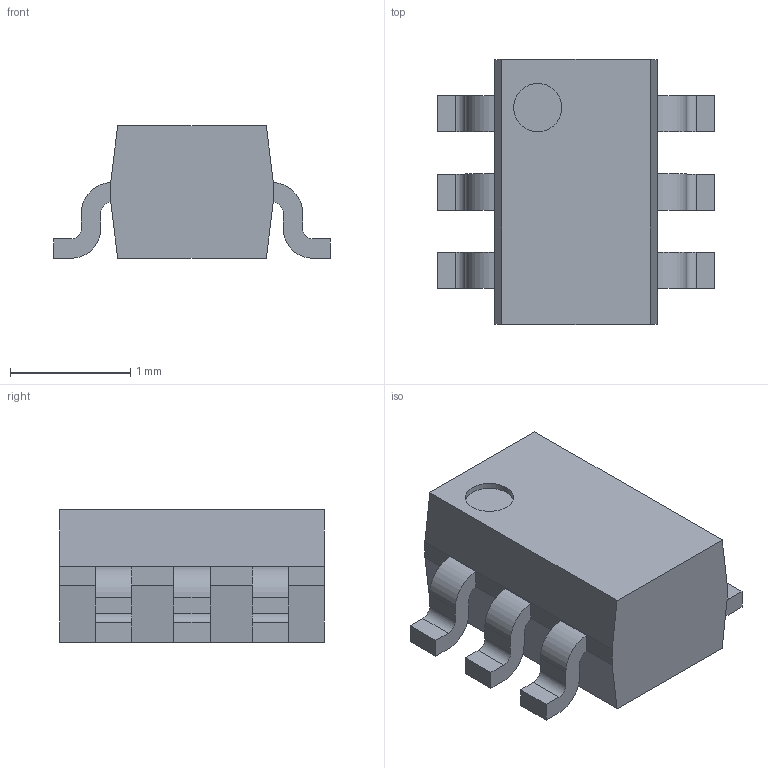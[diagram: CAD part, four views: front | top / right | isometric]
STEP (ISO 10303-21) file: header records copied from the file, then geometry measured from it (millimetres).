
FILE_DESCRIPTION((''),'2;1');
FILE_NAME('SOT65P230X110-6N.stp','2012-08-14T12:52:42',(''),(''),'Mechanical Desktop 2011','Mechanical Desktop 2011',', , ');
FILE_SCHEMA(('AUTOMOTIVE_DESIGN { 1 2 10303 214 1 1 1 1 }'));
Length unit declared in the file: millimetre
Products named in the file (1): Product
Bounding box: 2.3 x 2.2 x 1.1 mm (x, y, z)
Volume: 3.4 mm3; surface area: 18.2 mm2
Topology: 7 solids, 7 shells, 85 faces, 210 edges, 140 vertices
Faces by surface type: bspline 36, plane 35, cylinder 14
Entity records: 2718 total; most frequent: CARTESIAN_POINT 712, ORIENTED_EDGE 420, DIRECTION 362, EDGE_CURVE 210, VECTOR 158, LINE 158, VERTEX_POINT 140, AXIS2_PLACEMENT_3D 102
